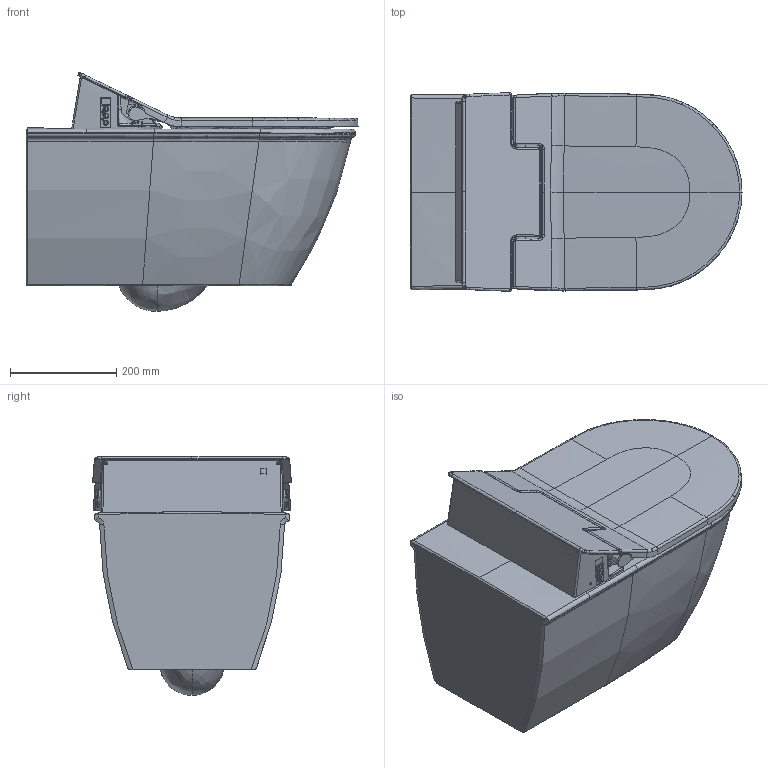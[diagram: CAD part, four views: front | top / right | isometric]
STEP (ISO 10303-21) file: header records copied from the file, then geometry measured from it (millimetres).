
FILE_DESCRIPTION((''),'2;1');
FILE_NAME('254459_611000.stp','2015-06-04T15:21:40',('Administrator'),(''),'Autodesk Inventor 2011','Autodesk Inventor 2011','');
FILE_SCHEMA(('CONFIG_CONTROL_DESIGN'));
Length unit declared in the file: millimetre
Products named in the file (3): 254459_611000; 611000; 254459
Assembly tree (2 placements, depth 2):
  254459_611000
    611000
    254459
Bounding box: 624.93 x 373.72 x 449.32 mm (x, y, z)
Volume: 41597053.3 mm3; surface area: 1808565.8 mm2
Topology: 20 solids, 20 shells, 2733 faces, 11424 edges, 8854 vertices
Faces by surface type: bspline 1260, plane 622, cylinder 567, sphere 110, torus 107, cone 67
Full cylindrical faces by diameter (mm): 0.613 x1, 0.628 x1, 0.695 x1, 0.713 x1, 0.782 x1, 0.803 x1, 0.916 x1, 0.94 x1, 1.091 x1, 1.119 x1, 2.4 x2, 3.4 x3, 3.5 x4, 4 x1, 5.5 x1, 6 x2, 6.5 x1, 7 x4, 8 x1, 9 x2, 10 x11, 12 x2, 14 x2, 16 x2, 19.8 x6, 40 x2
Entity records: 216529 total; most frequent: CARTESIAN_POINT 129152, ORIENTED_EDGE 22582, DIRECTION 11577, EDGE_CURVE 11291, VERTEX_POINT 8834, B_SPLINE_CURVE_WITH_KNOTS 5224, AXIS2_PLACEMENT_3D 4032, VECTOR 3513
